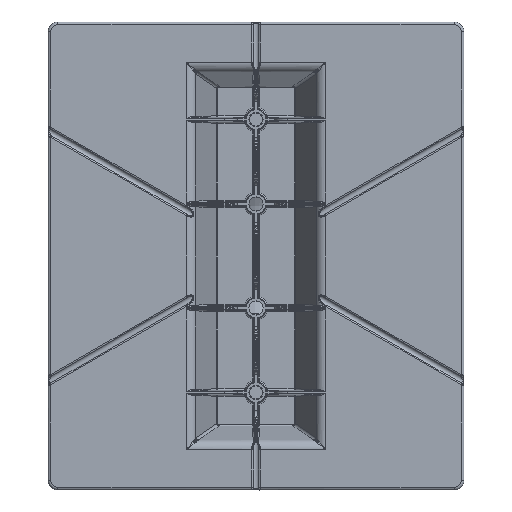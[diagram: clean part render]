
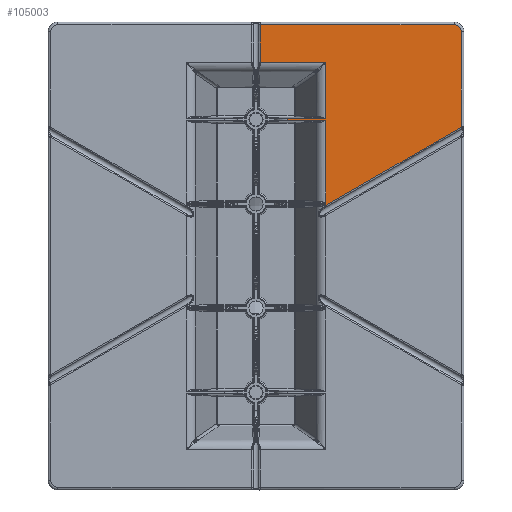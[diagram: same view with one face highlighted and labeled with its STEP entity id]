
A CAD part, front view. The second image highlights one B-rep face of the part: STEP entity #105003.
In plain terms, the highlighted face is planar.
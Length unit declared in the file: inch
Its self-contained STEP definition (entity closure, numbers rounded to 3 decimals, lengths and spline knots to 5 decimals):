
#42672=CARTESIAN_POINT('',(4.95525,7.9,0.));
#42673=VERTEX_POINT('',#42672);
#43364=CARTESIAN_POINT('',(7.44464,0.16733,0.));
#43365=VERTEX_POINT('',#43364);
#47100=CARTESIAN_POINT('',(1.93815,2.67424,0.));
#47101=VERTEX_POINT('',#47100);
#47748=CARTESIAN_POINT('',(2.03534,1.23084,0.));
#47749=VERTEX_POINT('',#47748);
#47941=CARTESIAN_POINT('',(1.96466,1.23084,0.));
#47942=VERTEX_POINT('',#47941);
#48668=CARTESIAN_POINT('',(5.21466,1.22893,0.));
#48669=VERTEX_POINT('',#48668);
#49091=CARTESIAN_POINT('',(5.28534,1.22893,0.));
#49092=VERTEX_POINT('',#49091);
#49454=CARTESIAN_POINT('',(7.44481,2.67424,0.));
#49455=VERTEX_POINT('',#49454);
#97065=CARTESIAN_POINT('',(8.9,7.625,0.));
#97066=VERTEX_POINT('',#97065);
#97074=CARTESIAN_POINT('',(8.625,7.9,0.));
#97075=VERTEX_POINT('',#97074);
#97076=CARTESIAN_POINT('',(8.625,7.625,0.));
#97077=DIRECTION('',(0.,0.,1.0));
#97078=DIRECTION('',(0.,1.0,0.));
#97079=AXIS2_PLACEMENT_3D('',#97076,#97077,#97078);
#97080=CIRCLE('',#97079,0.275);
#97081=EDGE_CURVE('',#97066,#97075,#97080,.T.);
#97155=CARTESIAN_POINT('',(8.9,0.16733,0.));
#97156=VERTEX_POINT('',#97155);
#97185=CARTESIAN_POINT('',(8.9,0.16733,0.));
#97186=DIRECTION('',(0.0,1.0,0.0));
#97187=VECTOR('',#97186,7.45767);
#97188=LINE('',#97185,#97187);
#97189=EDGE_CURVE('',#97156,#97066,#97188,.T.);
#97685=CARTESIAN_POINT('',(8.625,7.9,0.));
#97686=DIRECTION('',(-1.0,0.0,0.0));
#97687=VECTOR('',#97686,3.66975);
#97688=LINE('',#97685,#97687);
#97689=EDGE_CURVE('',#97075,#42673,#97688,.T.);
#104911=CARTESIAN_POINT('',(5.41908,4.03367,0.));
#104912=DIRECTION('',(0.0,0.0,-1.0));
#104913=DIRECTION('',(-1.0,0.0,0.0));
#104914=AXIS2_PLACEMENT_3D('',#104911,#104912,#104913);
#104915=PLANE('',#104914);
#104916=ORIENTED_EDGE('',*,*,#97081,.F.);
#104917=ORIENTED_EDGE('',*,*,#97189,.F.);
#104918=CARTESIAN_POINT('',(8.9,0.16733,0.));
#104919=DIRECTION('',(-1.0,0.0,0.0));
#104920=VECTOR('',#104919,1.45536);
#104921=LINE('',#104918,#104920);
#104922=EDGE_CURVE('',#97156,#43365,#104921,.T.);
#104923=ORIENTED_EDGE('',*,*,#104922,.T.);
#104924=CARTESIAN_POINT('',(7.44464,0.16733,0.));
#104925=DIRECTION('',(0.,1.,0.));
#104926=VECTOR('',#104925,2.50691);
#104927=LINE('',#104924,#104926);
#104928=EDGE_CURVE('',#43365,#49455,#104927,.T.);
#104929=ORIENTED_EDGE('',*,*,#104928,.T.);
#104930=CARTESIAN_POINT('',(5.28533,2.67424,0.));
#104931=VERTEX_POINT('',#104930);
#104932=CARTESIAN_POINT('',(7.44481,2.67424,0.));
#104933=DIRECTION('',(-1.0,0.0,0.0));
#104934=VECTOR('',#104933,2.15947);
#104935=LINE('',#104932,#104934);
#104936=EDGE_CURVE('',#49455,#104931,#104935,.T.);
#104937=ORIENTED_EDGE('',*,*,#104936,.T.);
#104938=CARTESIAN_POINT('',(5.28533,2.67424,0.));
#104939=DIRECTION('',(0.,-1.,0.));
#104940=VECTOR('',#104939,1.44531);
#104941=LINE('',#104938,#104940);
#104942=EDGE_CURVE('',#104931,#49092,#104941,.T.);
#104943=ORIENTED_EDGE('',*,*,#104942,.T.);
#104944=CARTESIAN_POINT('',(5.25,-0.00125,0.));
#104945=DIRECTION('',(0.,0.,1.0));
#104946=DIRECTION('',(-0.029,1.,0.));
#104947=AXIS2_PLACEMENT_3D('',#104944,#104945,#104946);
#104948=CIRCLE('',#104947,1.23069);
#104949=EDGE_CURVE('',#49092,#48669,#104948,.T.);
#104950=ORIENTED_EDGE('',*,*,#104949,.T.);
#104951=CARTESIAN_POINT('',(5.21467,2.67424,0.));
#104952=VERTEX_POINT('',#104951);
#104953=CARTESIAN_POINT('',(5.21466,1.22893,0.));
#104954=DIRECTION('',(0.,1.,0.));
#104955=VECTOR('',#104954,1.44531);
#104956=LINE('',#104953,#104955);
#104957=EDGE_CURVE('',#48669,#104952,#104956,.T.);
#104958=ORIENTED_EDGE('',*,*,#104957,.T.);
#104959=CARTESIAN_POINT('',(2.03533,2.67424,0.));
#104960=VERTEX_POINT('',#104959);
#104961=CARTESIAN_POINT('',(5.21467,2.67424,0.));
#104962=DIRECTION('',(-1.0,0.0,0.0));
#104963=VECTOR('',#104962,3.17933);
#104964=LINE('',#104961,#104963);
#104965=EDGE_CURVE('',#104952,#104960,#104964,.T.);
#104966=ORIENTED_EDGE('',*,*,#104965,.T.);
#104967=CARTESIAN_POINT('',(2.03533,2.67424,0.));
#104968=DIRECTION('',(0.,-1.,0.));
#104969=VECTOR('',#104968,1.4434);
#104970=LINE('',#104967,#104969);
#104971=EDGE_CURVE('',#104960,#47749,#104970,.T.);
#104972=ORIENTED_EDGE('',*,*,#104971,.T.);
#104973=CARTESIAN_POINT('',(2.,-0.00126,0.));
#104974=DIRECTION('',(0.,0.,1.0));
#104975=DIRECTION('',(-0.029,1.,0.));
#104976=AXIS2_PLACEMENT_3D('',#104973,#104974,#104975);
#104977=CIRCLE('',#104976,1.2326);
#104978=EDGE_CURVE('',#47749,#47942,#104977,.T.);
#104979=ORIENTED_EDGE('',*,*,#104978,.T.);
#104980=CARTESIAN_POINT('',(1.96467,2.67424,0.));
#104981=VERTEX_POINT('',#104980);
#104982=CARTESIAN_POINT('',(1.96466,1.23084,0.));
#104983=DIRECTION('',(0.,1.,0.));
#104984=VECTOR('',#104983,1.4434);
#104985=LINE('',#104982,#104984);
#104986=EDGE_CURVE('',#47942,#104981,#104985,.T.);
#104987=ORIENTED_EDGE('',*,*,#104986,.T.);
#104988=CARTESIAN_POINT('',(1.93815,2.67424,0.));
#104989=DIRECTION('',(1.0,0.0,0.0));
#104990=VECTOR('',#104989,0.02651);
#104991=LINE('',#104988,#104990);
#104992=EDGE_CURVE('',#47101,#104981,#104991,.T.);
#104993=ORIENTED_EDGE('',*,*,#104992,.F.);
#104994=CARTESIAN_POINT('',(1.93815,2.67424,0.));
#104995=DIRECTION('',(0.5,0.866,0.));
#104996=VECTOR('',#104995,6.03419);
#104997=LINE('',#104994,#104996);
#104998=EDGE_CURVE('',#47101,#42673,#104997,.T.);
#104999=ORIENTED_EDGE('',*,*,#104998,.T.);
#105000=ORIENTED_EDGE('',*,*,#97689,.F.);
#105001=EDGE_LOOP('',(#104916,#104917,#104923,#104929,#104937,#104943,#104950,#104958,#104966,#104972,#104979,#104987,#104993,#104999,#105000));
#105002=FACE_OUTER_BOUND('',#105001,.T.);
#105003=ADVANCED_FACE('',(#105002),#104915,.T.);
